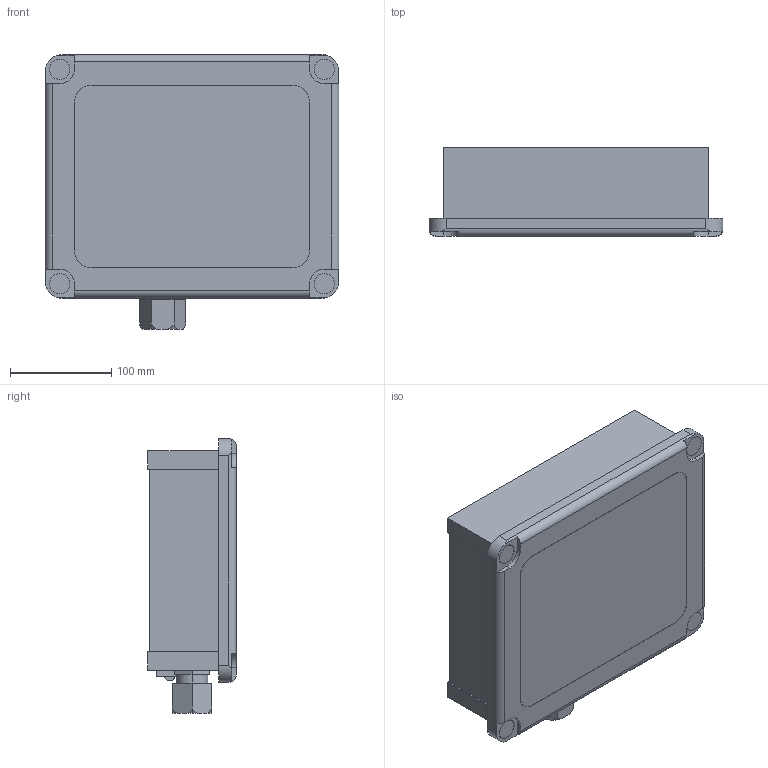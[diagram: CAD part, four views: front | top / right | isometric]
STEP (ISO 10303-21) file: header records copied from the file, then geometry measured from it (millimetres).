
FILE_DESCRIPTION(('starvars output'),'2;1');
FILE_NAME('ZARB12W_3D.stp','09:09:15 2020/04/08',( 'Thomas Industrial Network Germany GmbH'),( 'Thomas Industrial Network Germany GmbH'),'unknown preprocess','ACIS' ,'unknown authorization');
FILE_SCHEMA(('AUTOMOTIVE_DESIGN_CC2 {UNKNOWN IMPLEMENTATION LEVEL}'));
Length unit declared in the file: millimetre
Products named in the file (1): PRODUCT_ID_1
Bounding box: 291 x 87.6 x 272 mm (x, y, z)
Volume: 5128925.5 mm3; surface area: 231203.6 mm2
Topology: 1 solids, 1 shells, 112 faces, 283 edges, 188 vertices
Faces by surface type: plane 70, cylinder 34, cone 8
Entity records: 4110 total; most frequent: CARTESIAN_POINT 593, ORIENTED_EDGE 566, DIRECTION 469, EDGE_CURVE 283, VERTEX_POINT 188, VECTOR 181, LINE 181, AXIS2_PLACEMENT_3D 144
